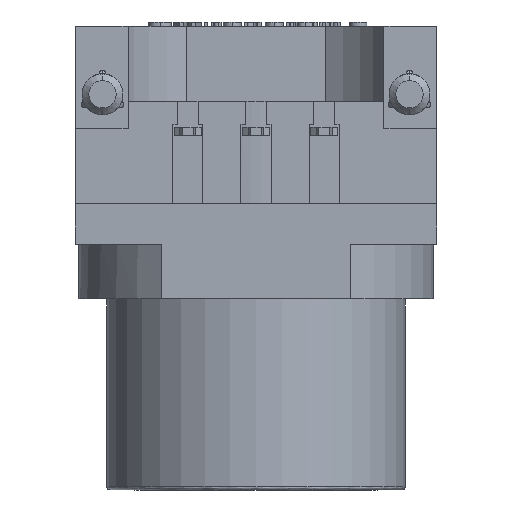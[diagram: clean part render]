
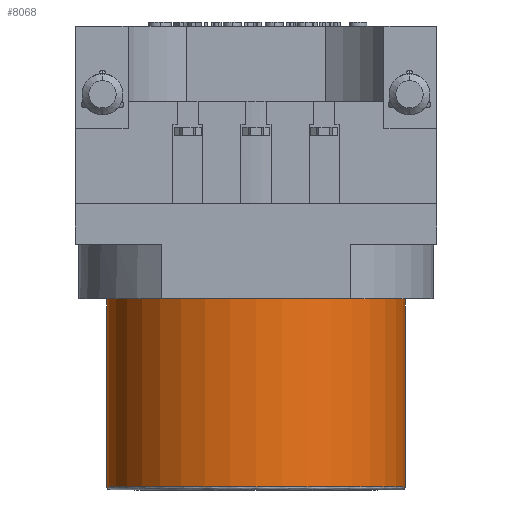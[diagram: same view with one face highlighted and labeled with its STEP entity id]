
A CAD part, front view. The second image highlights one B-rep face of the part: STEP entity #8068.
In plain terms, the highlighted cylindrical face has radius 5.55 mm (diameter 11.1 mm), a partial arc.
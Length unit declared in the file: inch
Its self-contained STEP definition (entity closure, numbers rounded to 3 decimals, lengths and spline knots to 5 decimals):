
#254 = CARTESIAN_POINT ( 'NONE',  ( 0.2185, 0., -0.24 ) ) ;
#1331 = VECTOR ( 'NONE', #18162, 39.37008 ) ;
#2556 = DIRECTION ( 'NONE',  ( 0., 0., 1. ) ) ;
#2577 = CARTESIAN_POINT ( 'NONE',  ( 0.2185, 0., 0.16 ) ) ;
#3275 = CARTESIAN_POINT ( 'NONE',  ( 0.2185, 0., -0.515 ) ) ;
#3468 = AXIS2_PLACEMENT_3D ( 'NONE', #6444, #17753, #8120 ) ;
#3582 = AXIS2_PLACEMENT_3D ( 'NONE', #8276, #8260, #8228 ) ;
#3883 = VERTEX_POINT ( 'NONE', #254 ) ;
#3973 = VERTEX_POINT ( 'NONE', #3275 ) ;
#5390 = ORIENTED_EDGE ( 'NONE', *, *, #7839, .F. ) ;
#5394 = DIRECTION ( 'NONE',  ( 0., 0., 1. ) ) ;
#5515 = CIRCLE ( 'NONE', #3468, 0.2185 ) ;
#5570 = EDGE_CURVE ( 'NONE', #6584, #3973, #9999, .T. ) ;
#6444 = CARTESIAN_POINT ( 'NONE',  ( 0., 0., -0.24 ) ) ;
#6584 = VERTEX_POINT ( 'NONE', #7913 ) ;
#6766 = ORIENTED_EDGE ( 'NONE', *, *, #5570, .T. ) ;
#7549 = CARTESIAN_POINT ( 'NONE',  ( 0., 0., 0.16 ) ) ;
#7670 = ORIENTED_EDGE ( 'NONE', *, *, #7697, .T. ) ;
#7697 = EDGE_CURVE ( 'NONE', #3973, #3883, #12916, .T. ) ;
#7839 = EDGE_CURVE ( 'NONE', #6584, #19965, #16786, .T. ) ;
#7913 = CARTESIAN_POINT ( 'NONE',  ( -0.2185, 0., -0.515 ) ) ;
#8068 = ADVANCED_FACE ( 'NONE', ( #13561 ), #8478, .T. ) ;
#8120 = DIRECTION ( 'NONE',  ( 1., 0., 0. ) ) ;
#8228 = DIRECTION ( 'NONE',  ( 1., 0., 0. ) ) ;
#8260 = DIRECTION ( 'NONE',  ( 0., 0., 1. ) ) ;
#8276 = CARTESIAN_POINT ( 'NONE',  ( 0., 0., -0.515 ) ) ;
#8478 = CYLINDRICAL_SURFACE ( 'NONE', #16847, 0.2185 ) ;
#9999 = CIRCLE ( 'NONE', #3582, 0.2185 ) ;
#10760 = ORIENTED_EDGE ( 'NONE', *, *, #15112, .T. ) ;
#12916 = LINE ( 'NONE', #2577, #13776 ) ;
#13172 = DIRECTION ( 'NONE',  ( 1., 0., 0. ) ) ;
#13561 = FACE_OUTER_BOUND ( 'NONE', #20408, .T. ) ;
#13776 = VECTOR ( 'NONE', #2556, 39.37008 ) ;
#14508 = CARTESIAN_POINT ( 'NONE',  ( -0.2185, 0., 0.16 ) ) ;
#15112 = EDGE_CURVE ( 'NONE', #3883, #19965, #5515, .T. ) ;
#16786 = LINE ( 'NONE', #14508, #1331 ) ;
#16847 = AXIS2_PLACEMENT_3D ( 'NONE', #7549, #5394, #13172 ) ;
#17753 = DIRECTION ( 'NONE',  ( 0., 0., -1. ) ) ;
#18083 = CARTESIAN_POINT ( 'NONE',  ( -0.2185, 0., -0.24 ) ) ;
#18162 = DIRECTION ( 'NONE',  ( 0., 0., 1. ) ) ;
#19965 = VERTEX_POINT ( 'NONE', #18083 ) ;
#20408 = EDGE_LOOP ( 'NONE', ( #5390, #6766, #7670, #10760 ) ) ;
